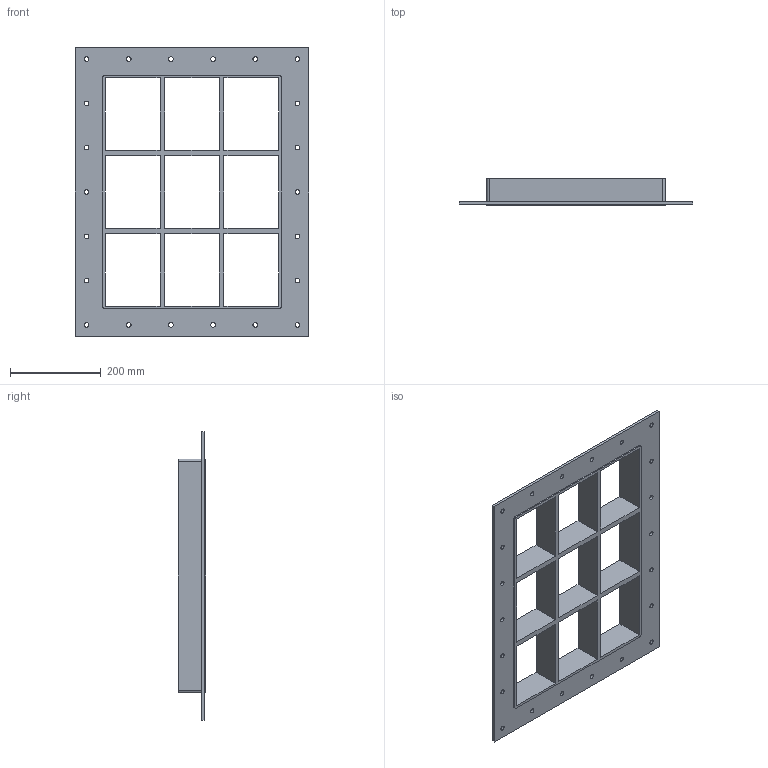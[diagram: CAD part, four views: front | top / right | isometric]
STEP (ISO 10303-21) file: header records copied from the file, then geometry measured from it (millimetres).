
FILE_DESCRIPTION((''),'2;1');
FILE_NAME('GBEX4+4+4X3.stp','2015-12-16T17:09:23',(''),(''),'Autodesk Inventor 2013','Autodesk Inventor 2013','');
FILE_SCHEMA(('AUTOMOTIVE_DESIGN { 1 0 10303 214 1 1 1 1 }'));
Length unit declared in the file: millimetre
Products named in the file (1): roxtec S_SF_G
Bounding box: 513.5 x 60 x 634.5 mm (x, y, z)
Volume: 2496804 mm3; surface area: 720050.9 mm2
Topology: 1 solids, 1 shells, 82 faces, 256 edges, 178 vertices
Faces by surface type: plane 52, cylinder 30
Full cylindrical faces by diameter (mm): 10 x22
Entity records: 2718 total; most frequent: CARTESIAN_POINT 451, DIRECTION 438, ORIENTED_EDGE 424, EDGE_CURVE 212, EDGE_LOOP 168, VERTEX_POINT 156, VECTOR 152, LINE 152
